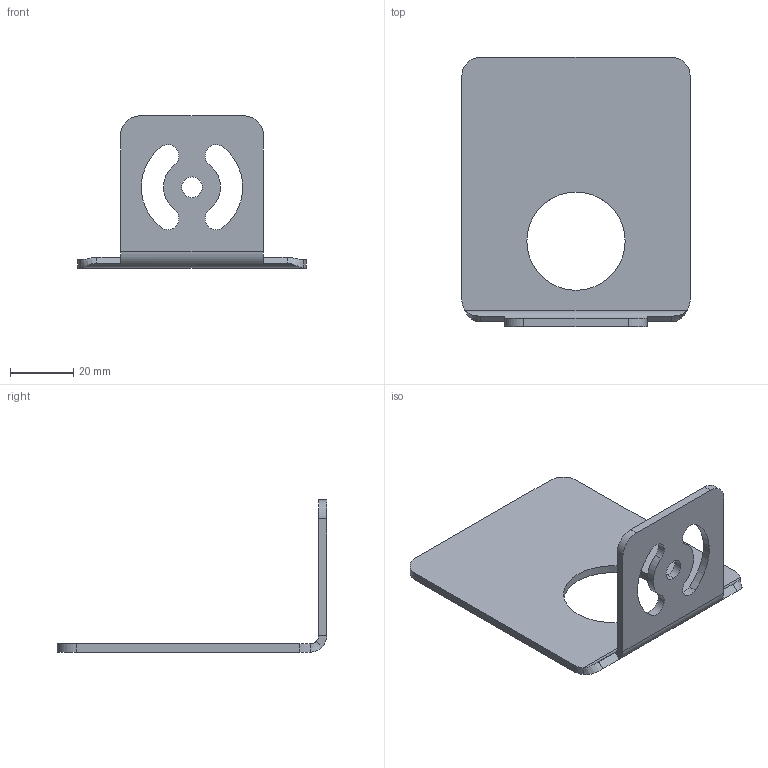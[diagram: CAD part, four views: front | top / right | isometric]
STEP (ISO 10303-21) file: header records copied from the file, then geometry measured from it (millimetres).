
FILE_DESCRIPTION((''),'2;1');
FILE_NAME('141789_SW','2008-08-11T',('banengservice'),('BANNER ENGINEERING'),'PRO/ENGINEER BY PARAMETRIC TECHNOLOGY CORPORATION, 2006170','PRO/ENGINEER BY PARAMETRIC TECHNOLOGY CORPORATION, 2006170','');
FILE_SCHEMA(('CONFIG_CONTROL_DESIGN'));
Length unit declared in the file: inch
Products named in the file (1): 141789_SW
Bounding box: 72 x 85 x 48 mm (x, y, z)
Volume: 17668.4 mm3; surface area: 15259.3 mm2
Topology: 1 solids, 1 shells, 393 faces, 1117 edges, 742 vertices
Faces by surface type: plane 371, cylinder 20, bspline 2
Entity records: 12665 total; most frequent: CARTESIAN_POINT 2348, ORIENTED_EDGE 2234, DIRECTION 1935, EDGE_CURVE 1117, VECTOR 1073, LINE 1073, VERTEX_POINT 742, AXIS2_PLACEMENT_3D 431
